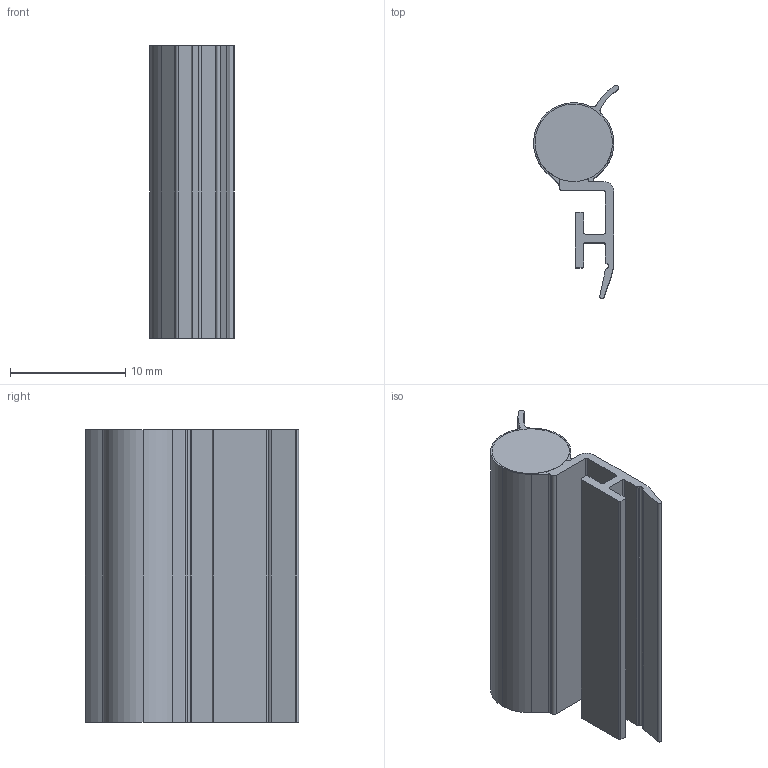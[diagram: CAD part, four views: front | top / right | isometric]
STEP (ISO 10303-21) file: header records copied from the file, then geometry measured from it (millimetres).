
FILE_DESCRIPTION (( 'STEP AP203' ), '1' );
FILE_NAME ('HT-3001.STEP', '2022-10-04T18:19:39', ( '' ), ( '' ), 'SwSTEP 2.0', 'SolidWorks 2020', '' );
FILE_SCHEMA (( 'CONFIG_CONTROL_DESIGN' ));
Length unit declared in the file: inch
Products named in the file (1): HT-3001
Bounding box: 7.38 x 18.54 x 25.4 mm (x, y, z)
Volume: 1390.7 mm3; surface area: 2865.4 mm2
Topology: 3 solids, 3 shells, 69 faces, 189 edges, 126 vertices
Faces by surface type: cylinder 41, plane 28
Entity records: 2300 total; most frequent: DIRECTION 411, CARTESIAN_POINT 385, ORIENTED_EDGE 378, EDGE_CURVE 189, AXIS2_PLACEMENT_3D 152, VERTEX_POINT 126, LINE 107, VECTOR 107
